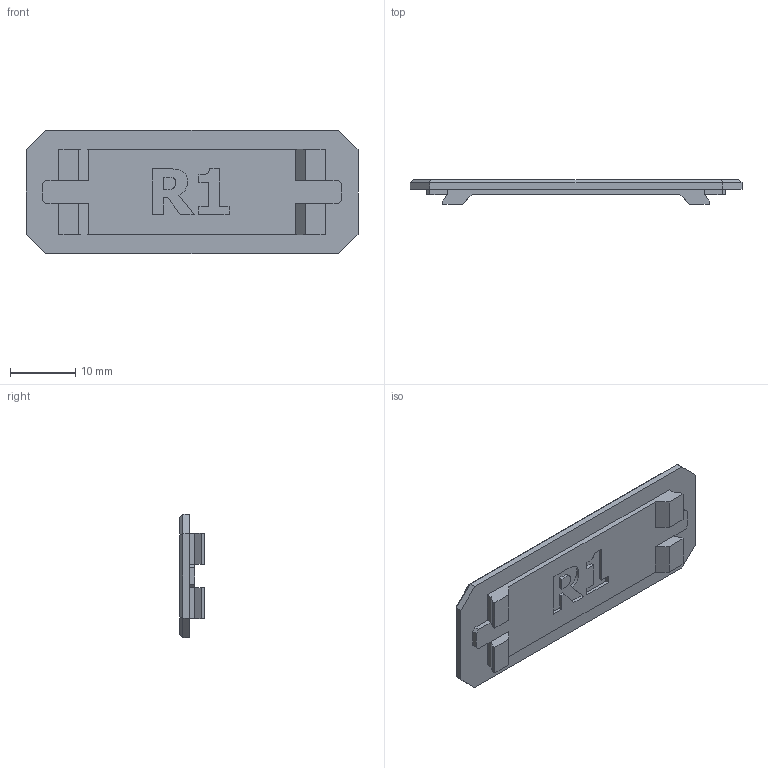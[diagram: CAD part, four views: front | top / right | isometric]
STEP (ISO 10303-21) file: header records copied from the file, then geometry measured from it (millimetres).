
FILE_DESCRIPTION(/* description */ (''),/* implementation_level */ '2;1');
FILE_NAME(/* name */ 'PSU_holder_plug-R1.stp',/* time_stamp */ '2023-07-03T09:57:11+02:00',/* author */ ('borek.rajtora'),/* organization */ (''),/* preprocessor_version */ 'ST-DEVELOPER v19',/* originating_system */ 'Autodesk Inventor 2023',/* authorisation */ '');
FILE_SCHEMA (('AUTOMOTIVE_DESIGN { 1 0 10303 214 3 1 1 }'));
Length unit declared in the file: millimetre
Products named in the file (1): PSU_connector_hole_cover
Bounding box: 51 x 3.8 x 19 mm (x, y, z)
Volume: 1923.4 mm3; surface area: 2287.8 mm2
Topology: 1 solids, 1 shells, 88 faces, 230 edges, 148 vertices
Faces by surface type: plane 79, bspline 9
Entity records: 2723 total; most frequent: CARTESIAN_POINT 584, ORIENTED_EDGE 460, DIRECTION 372, EDGE_CURVE 230, LINE 212, VECTOR 212, VERTEX_POINT 148, EDGE_LOOP 92
